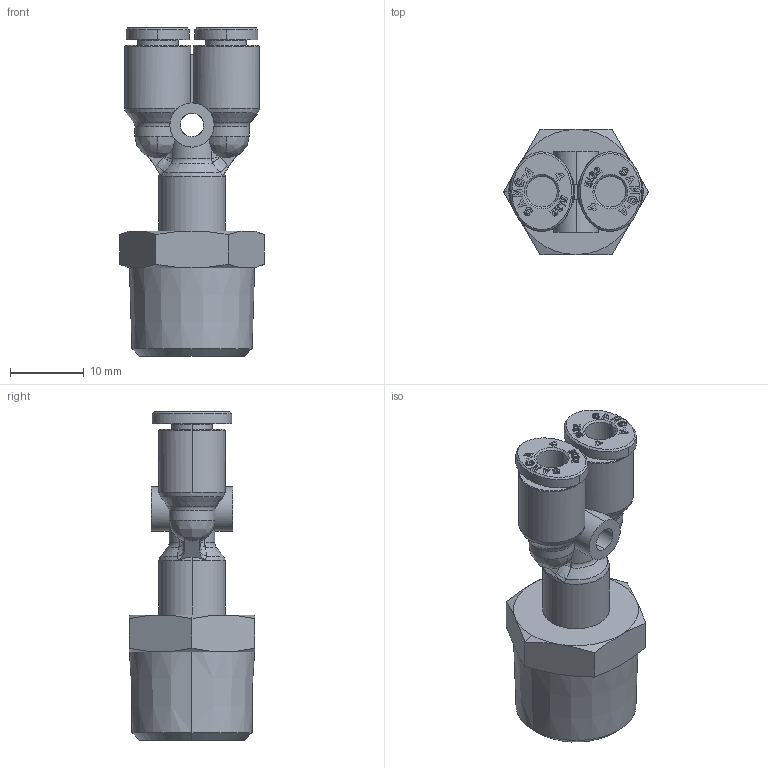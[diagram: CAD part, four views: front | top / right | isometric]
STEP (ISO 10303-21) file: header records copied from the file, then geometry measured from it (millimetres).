
FILE_DESCRIPTION (( 'STEP AP214' ), '1' );
FILE_NAME ('PWT04-03.stp', '2015-10-07T07:26:46', ( '' ), ( '' ), 'SwSTEP 2.0', 'SolidWorks 2015', '' );
FILE_SCHEMA (( 'AUTOMOTIVE_DESIGN' ));
Length unit declared in the file: millimetre
Products named in the file (2): PWT04-03; ｦ+ﾃｦ1
Assembly tree (1 placements, depth 2):
  PWT04-03
    ｦ+ﾃｦ1
Bounding box: 19.63 x 17 x 44.6 mm (x, y, z)
Volume: 4722.4 mm3; surface area: 3806 mm2
Topology: 1 solids, 1 shells, 857 faces, 2449 edges, 1624 vertices
Faces by surface type: plane 679, bspline 87, cylinder 46, cone 39, torus 6
Entity records: 34580 total; most frequent: CARTESIAN_POINT 13170, ORIENTED_EDGE 4886, DIRECTION 3091, EDGE_CURVE 2443, VERTEX_POINT 1624, LINE 1383, VECTOR 1383, B_SPLINE_CURVE_WITH_KNOTS 972
